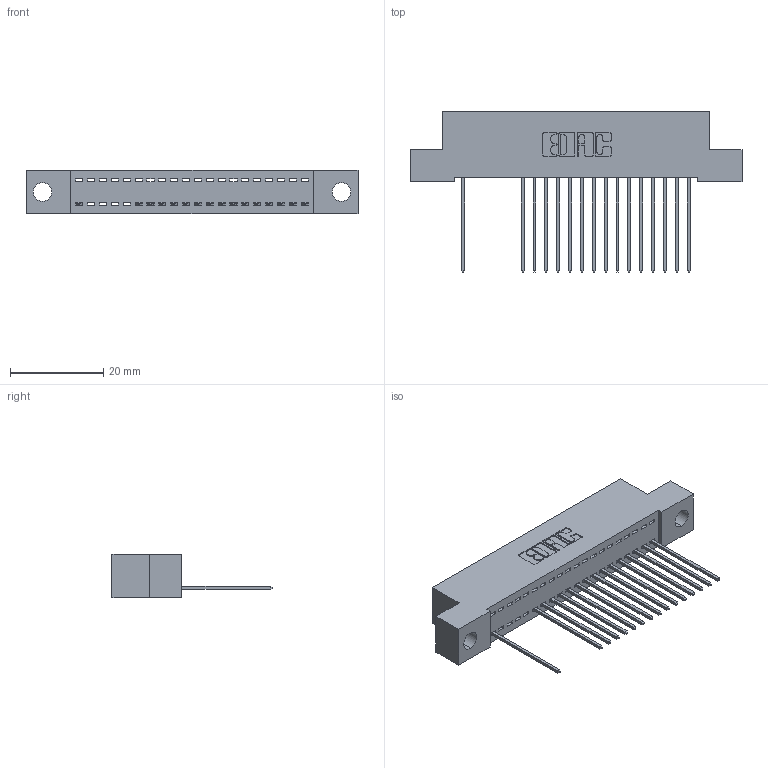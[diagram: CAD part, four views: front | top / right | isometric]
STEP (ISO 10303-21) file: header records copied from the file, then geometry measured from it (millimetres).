
FILE_DESCRIPTION (( 'STEP AP203' ), '1' );
FILE_NAME ('392-020-541-104.STEP', '2018-08-15T06:35:37', ( '' ), ( '' ), 'SwSTEP 2.0', 'SolidWorks 2016', '' );
FILE_SCHEMA (( 'CONFIG_CONTROL_DESIGN' ));
Length unit declared in the file: inch
Products named in the file (3): 342 Part_.156 TH; 345-292-001_345-293-141; 392-020-541-104
Assembly tree (17 placements, depth 2):
  392-020-541-104
    342 Part_.156 TH
    345-292-001_345-293-141  x16
Bounding box: 71.12 x 34.3 x 9.4 mm (x, y, z)
Volume: 6074.8 mm3; surface area: 8391.8 mm2
Topology: 17 solids, 17 shells, 1086 faces, 3283 edges, 2166 vertices
Faces by surface type: plane 786, cylinder 300
Entity records: 14833 total; most frequent: CARTESIAN_POINT 2586, ORIENTED_EDGE 2546, DIRECTION 2221, EDGE_CURVE 1273, LINE 1145, VECTOR 1145, VERTEX_POINT 846, AXIS2_PLACEMENT_3D 538
